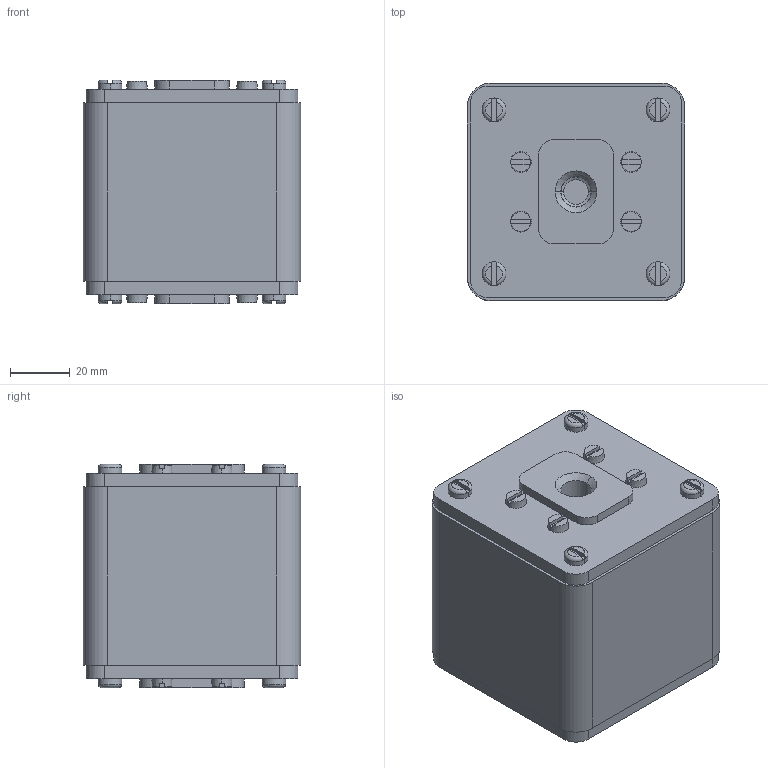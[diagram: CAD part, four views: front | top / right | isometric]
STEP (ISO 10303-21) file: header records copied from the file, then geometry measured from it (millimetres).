
FILE_DESCRIPTION((''),'2;1');
FILE_NAME('G3_60','2016-09-16T',('janez.tomelj'),('Audax d.o.o.'),'CREO PARAMETRIC BY PTC INC, 2015290','CREO PARAMETRIC BY PTC INC, 2015290','');
FILE_SCHEMA(('CONFIG_CONTROL_DESIGN'));
Length unit declared in the file: millimetre
Products named in the file (1): G3_60
Bounding box: 73 x 73 x 75 mm (x, y, z)
Volume: 365762.1 mm3; surface area: 32366.7 mm2
Topology: 1 solids, 1 shells, 196 faces, 484 edges, 312 vertices
Faces by surface type: plane 108, cylinder 44, cone 28, torus 16
Entity records: 6630 total; most frequent: CARTESIAN_POINT 1856, DIRECTION 1036, ORIENTED_EDGE 968, EDGE_CURVE 484, AXIS2_PLACEMENT_3D 420, VERTEX_POINT 312, CIRCLE 224, EDGE_LOOP 218
